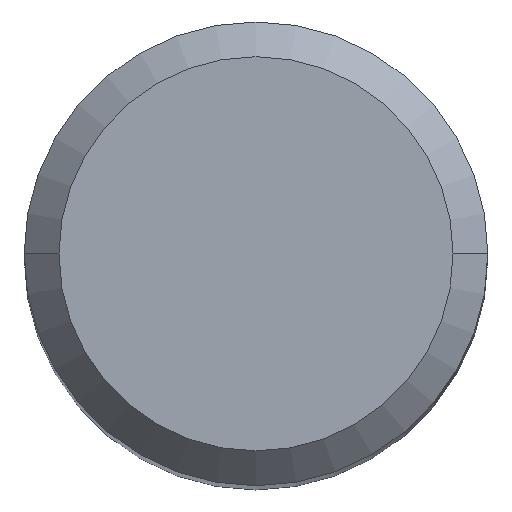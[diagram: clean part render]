
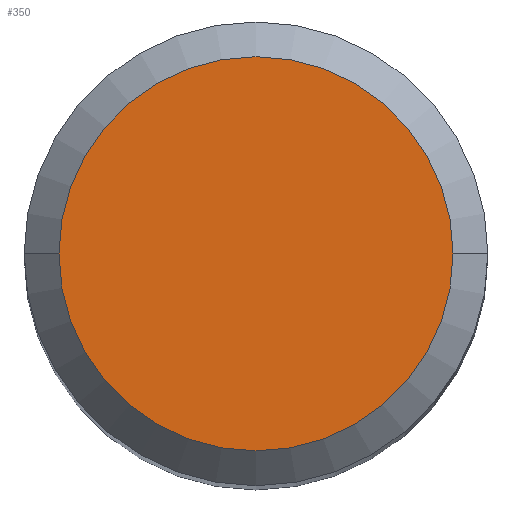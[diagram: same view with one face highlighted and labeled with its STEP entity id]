
A CAD part, top view. The second image highlights one B-rep face of the part: STEP entity #350.
In plain terms, the highlighted planar face has unit normal (0, 0, 1).
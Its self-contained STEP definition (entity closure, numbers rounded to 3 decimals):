
#53 = CARTESIAN_POINT ( 'NONE',  ( 0., 0., 75. ) ) ;
#57 = DIRECTION ( 'NONE',  ( 1., 0., 0. ) ) ;
#86 = DIRECTION ( 'NONE',  ( 1., 0., 0. ) ) ;
#100 = PLANE ( 'NONE',  #609 ) ;
#114 = VERTEX_POINT ( 'NONE', #258 ) ;
#120 = DIRECTION ( 'NONE',  ( 0., 0., 1. ) ) ;
#179 = DIRECTION ( 'NONE',  ( 1., 0., 0. ) ) ;
#189 = CARTESIAN_POINT ( 'NONE',  ( 0., 0., 75. ) ) ;
#197 = AXIS2_PLACEMENT_3D ( 'NONE', #189, #120, #179 ) ;
#216 = CARTESIAN_POINT ( 'NONE',  ( 0., 4., 75. ) ) ;
#226 = DIRECTION ( 'NONE',  ( 0., 0., 1. ) ) ;
#251 = EDGE_LOOP ( 'NONE', ( #390, #868 ) ) ;
#254 = DIRECTION ( 'NONE',  ( 0., 0., 1. ) ) ;
#258 = CARTESIAN_POINT ( 'NONE',  ( -3.4, 0., 75. ) ) ;
#350 = ADVANCED_FACE ( 'NONE', ( #835 ), #100, .T. ) ;
#390 = ORIENTED_EDGE ( 'NONE', *, *, #856, .T. ) ;
#409 = CIRCLE ( 'NONE', #599, 3.4 ) ;
#415 = VERTEX_POINT ( 'NONE', #662 ) ;
#481 = EDGE_CURVE ( 'NONE', #415, #114, #769, .T. ) ;
#599 = AXIS2_PLACEMENT_3D ( 'NONE', #53, #254, #57 ) ;
#609 = AXIS2_PLACEMENT_3D ( 'NONE', #216, #226, #86 ) ;
#662 = CARTESIAN_POINT ( 'NONE',  ( 3.4, 0., 75. ) ) ;
#769 = CIRCLE ( 'NONE', #197, 3.4 ) ;
#835 = FACE_OUTER_BOUND ( 'NONE', #251, .T. ) ;
#856 = EDGE_CURVE ( 'NONE', #114, #415, #409, .T. ) ;
#868 = ORIENTED_EDGE ( 'NONE', *, *, #481, .T. ) ;
